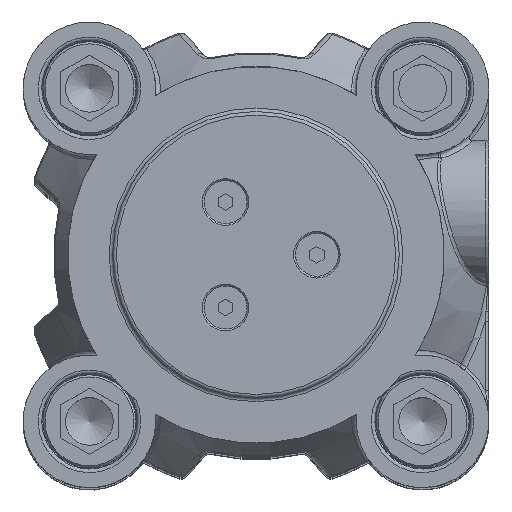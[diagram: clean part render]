
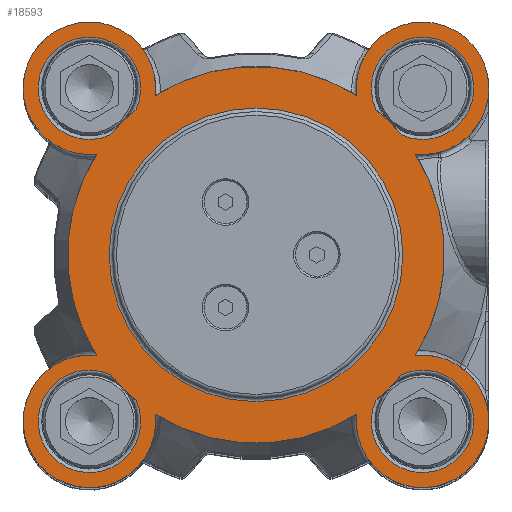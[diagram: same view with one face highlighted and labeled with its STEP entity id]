
A CAD part, top view. The second image highlights one B-rep face of the part: STEP entity #18593.
In plain terms, the highlighted face is planar.
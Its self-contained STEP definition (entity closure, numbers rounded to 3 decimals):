
#1701=FACE_BOUND('',#4533,.T.);
#1702=FACE_BOUND('',#4534,.T.);
#1703=FACE_BOUND('',#4535,.T.);
#1704=FACE_BOUND('',#4536,.T.);
#1705=FACE_BOUND('',#4537,.T.);
#2097=PLANE('',#20678);
#3379=FACE_OUTER_BOUND('',#4532,.T.);
#4532=EDGE_LOOP('',(#17314,#17315,#17316,#17317,#17318,#17319,#17320,#17321));
#4533=EDGE_LOOP('',(#17322,#17323));
#4534=EDGE_LOOP('',(#17324,#17325));
#4535=EDGE_LOOP('',(#17326,#17327));
#4536=EDGE_LOOP('',(#17328,#17329));
#4537=EDGE_LOOP('',(#17330,#17331));
#7884=CIRCLE('',#20478,7.15);
#7885=CIRCLE('',#20480,7.15);
#7887=CIRCLE('',#20483,20.5);
#7888=CIRCLE('',#20484,20.5);
#7907=CIRCLE('',#20513,9.25);
#7910=CIRCLE('',#20518,9.25);
#7984=CIRCLE('',#20679,26.3);
#7985=CIRCLE('',#20680,26.3);
#7986=CIRCLE('',#20681,26.3);
#7987=CIRCLE('',#20682,9.25);
#7988=CIRCLE('',#20683,26.3);
#7989=CIRCLE('',#20684,9.25);
#7990=CIRCLE('',#20685,26.3);
#7991=CIRCLE('',#20686,26.3);
#7992=CIRCLE('',#20687,7.15);
#7993=CIRCLE('',#20688,26.3);
#7994=CIRCLE('',#20689,7.15);
#7995=CIRCLE('',#20690,26.3);
#9508=VERTEX_POINT('',#34230);
#9509=VERTEX_POINT('',#34245);
#9510=VERTEX_POINT('',#34262);
#9511=VERTEX_POINT('',#34277);
#9512=VERTEX_POINT('',#34294);
#9513=VERTEX_POINT('',#34296);
#9544=VERTEX_POINT('',#34772);
#9547=VERTEX_POINT('',#34787);
#9554=VERTEX_POINT('',#34916);
#9558=VERTEX_POINT('',#34931);
#9671=VERTEX_POINT('',#36217);
#9672=VERTEX_POINT('',#36220);
#9673=VERTEX_POINT('',#36222);
#9674=VERTEX_POINT('',#36224);
#9675=VERTEX_POINT('',#36229);
#9676=VERTEX_POINT('',#36230);
#9677=VERTEX_POINT('',#36233);
#9678=VERTEX_POINT('',#36234);
#11958=EDGE_CURVE('',#9509,#9508,#7884,.T.);
#11961=EDGE_CURVE('',#9511,#9510,#7885,.T.);
#11963=EDGE_CURVE('',#9512,#9513,#7887,.T.);
#11964=EDGE_CURVE('',#9513,#9512,#7888,.T.);
#12016=EDGE_CURVE('',#9547,#9544,#7907,.T.);
#12031=EDGE_CURVE('',#9558,#9554,#7910,.T.);
#12240=EDGE_CURVE('',#9671,#9554,#7984,.T.);
#12241=EDGE_CURVE('',#9558,#9544,#7985,.T.);
#12242=EDGE_CURVE('',#9547,#9672,#7986,.T.);
#12243=EDGE_CURVE('',#9673,#9672,#7987,.T.);
#12244=EDGE_CURVE('',#9673,#9674,#7988,.T.);
#12245=EDGE_CURVE('',#9671,#9674,#7989,.T.);
#12246=EDGE_CURVE('',#9509,#9508,#7990,.T.);
#12247=EDGE_CURVE('',#9511,#9510,#7991,.T.);
#12248=EDGE_CURVE('',#9675,#9676,#7992,.T.);
#12249=EDGE_CURVE('',#9675,#9676,#7993,.T.);
#12250=EDGE_CURVE('',#9677,#9678,#7994,.T.);
#12251=EDGE_CURVE('',#9677,#9678,#7995,.T.);
#17314=ORIENTED_EDGE('',*,*,#12240,.T.);
#17315=ORIENTED_EDGE('',*,*,#12031,.F.);
#17316=ORIENTED_EDGE('',*,*,#12241,.T.);
#17317=ORIENTED_EDGE('',*,*,#12016,.F.);
#17318=ORIENTED_EDGE('',*,*,#12242,.T.);
#17319=ORIENTED_EDGE('',*,*,#12243,.F.);
#17320=ORIENTED_EDGE('',*,*,#12244,.T.);
#17321=ORIENTED_EDGE('',*,*,#12245,.F.);
#17322=ORIENTED_EDGE('',*,*,#11958,.F.);
#17323=ORIENTED_EDGE('',*,*,#12246,.T.);
#17324=ORIENTED_EDGE('',*,*,#11961,.F.);
#17325=ORIENTED_EDGE('',*,*,#12247,.T.);
#17326=ORIENTED_EDGE('',*,*,#11964,.F.);
#17327=ORIENTED_EDGE('',*,*,#11963,.F.);
#17328=ORIENTED_EDGE('',*,*,#12248,.F.);
#17329=ORIENTED_EDGE('',*,*,#12249,.T.);
#17330=ORIENTED_EDGE('',*,*,#12250,.F.);
#17331=ORIENTED_EDGE('',*,*,#12251,.T.);
#18593=ADVANCED_FACE('',(#3379,#1701,#1702,#1703,#1704,#1705),#2097,.T.);
#20478=AXIS2_PLACEMENT_3D('',#34260,#25095,#25096);
#20480=AXIS2_PLACEMENT_3D('',#34292,#25099,#25100);
#20483=AXIS2_PLACEMENT_3D('',#34297,#25105,#25106);
#20484=AXIS2_PLACEMENT_3D('',#34298,#25107,#25108);
#20513=AXIS2_PLACEMENT_3D('',#34789,#25173,#25174);
#20518=AXIS2_PLACEMENT_3D('',#34933,#25188,#25189);
#20678=AXIS2_PLACEMENT_3D('',#36216,#25601,#25602);
#20679=AXIS2_PLACEMENT_3D('',#36218,#25603,#25604);
#20680=AXIS2_PLACEMENT_3D('',#36219,#25605,#25606);
#20681=AXIS2_PLACEMENT_3D('',#36221,#25607,#25608);
#20682=AXIS2_PLACEMENT_3D('',#36223,#25609,#25610);
#20683=AXIS2_PLACEMENT_3D('',#36225,#25611,#25612);
#20684=AXIS2_PLACEMENT_3D('',#36226,#25613,#25614);
#20685=AXIS2_PLACEMENT_3D('',#36227,#25615,#25616);
#20686=AXIS2_PLACEMENT_3D('',#36228,#25617,#25618);
#20687=AXIS2_PLACEMENT_3D('',#36231,#25619,#25620);
#20688=AXIS2_PLACEMENT_3D('',#36232,#25621,#25622);
#20689=AXIS2_PLACEMENT_3D('',#36235,#25623,#25624);
#20690=AXIS2_PLACEMENT_3D('',#36236,#25625,#25626);
#25095=DIRECTION('center_axis',(0.,0.,
-1.));
#25096=DIRECTION('ref_axis',(-1.,0.,0.));
#25099=DIRECTION('center_axis',(0.,0.,
-1.));
#25100=DIRECTION('ref_axis',(-1.,0.,0.));
#25105=DIRECTION('center_axis',(0.,0.,
-1.));
#25106=DIRECTION('ref_axis',(-1.,0.,0.));
#25107=DIRECTION('center_axis',(0.,0.,
-1.));
#25108=DIRECTION('ref_axis',(-1.,0.,0.));
#25173=DIRECTION('center_axis',(0.,0.,
1.));
#25174=DIRECTION('ref_axis',(1.,0.,0.));
#25188=DIRECTION('center_axis',(0.,0.,
1.));
#25189=DIRECTION('ref_axis',(1.,0.,0.));
#25601=DIRECTION('center_axis',(0.,0.,
-1.));
#25602=DIRECTION('ref_axis',(1.,0.,0.));
#25603=DIRECTION('center_axis',(0.,0.,
-1.));
#25604=DIRECTION('ref_axis',(1.,0.,0.));
#25605=DIRECTION('center_axis',(0.,0.,
-1.));
#25606=DIRECTION('ref_axis',(1.,0.,0.));
#25607=DIRECTION('center_axis',(0.,0.,
-1.));
#25608=DIRECTION('ref_axis',(1.,0.,0.));
#25609=DIRECTION('center_axis',(0.,0.,
1.));
#25610=DIRECTION('ref_axis',(1.,0.,0.));
#25611=DIRECTION('center_axis',(0.,0.,
-1.));
#25612=DIRECTION('ref_axis',(1.,0.,0.));
#25613=DIRECTION('center_axis',(0.,0.,
1.));
#25614=DIRECTION('ref_axis',(1.,0.,0.));
#25615=DIRECTION('center_axis',(0.,0.,
-1.));
#25616=DIRECTION('ref_axis',(1.,0.,0.));
#25617=DIRECTION('center_axis',(0.,0.,
-1.));
#25618=DIRECTION('ref_axis',(1.,0.,0.));
#25619=DIRECTION('center_axis',(0.,0.,
-1.));
#25620=DIRECTION('ref_axis',(-1.,0.,0.));
#25621=DIRECTION('center_axis',(0.,0.,
-1.));
#25622=DIRECTION('ref_axis',(1.,0.,0.));
#25623=DIRECTION('center_axis',(0.,0.,
-1.));
#25624=DIRECTION('ref_axis',(-1.,0.,0.));
#25625=DIRECTION('center_axis',(0.,0.,
-1.));
#25626=DIRECTION('ref_axis',(1.,0.,0.));
#34230=CARTESIAN_POINT('',(-20.279,-16.746,-117.));
#34245=CARTESIAN_POINT('',(-16.746,-20.279,-117.));
#34260=CARTESIAN_POINT('Origin',(-23.25,-23.25,-117.));
#34262=CARTESIAN_POINT('',(16.746,-20.279,-117.));
#34277=CARTESIAN_POINT('',(20.279,-16.746,-117.));
#34292=CARTESIAN_POINT('Origin',(23.25,-23.25,-117.));
#34294=CARTESIAN_POINT('',(-20.5,0.,-117.));
#34296=CARTESIAN_POINT('',(20.5,0.,-117.));
#34297=CARTESIAN_POINT('Origin',(0.,0.,
-117.));
#34298=CARTESIAN_POINT('Origin',(0.,0.,
-117.));
#34772=CARTESIAN_POINT('',(14.057,22.228,-117.));
#34787=CARTESIAN_POINT('',(22.228,14.057,-117.));
#34789=CARTESIAN_POINT('Origin',(23.25,23.25,-117.));
#34916=CARTESIAN_POINT('',(-22.228,14.057,-117.));
#34931=CARTESIAN_POINT('',(-14.057,22.228,-117.));
#34933=CARTESIAN_POINT('Origin',(-23.25,23.25,-117.));
#36216=CARTESIAN_POINT('Origin',(22.25,0.,
-117.));
#36217=CARTESIAN_POINT('',(-22.228,-14.057,-117.));
#36218=CARTESIAN_POINT('Origin',(0.,0.,
-117.));
#36219=CARTESIAN_POINT('Origin',(0.,0.,
-117.));
#36220=CARTESIAN_POINT('',(22.228,-14.057,-117.));
#36221=CARTESIAN_POINT('Origin',(0.,0.,
-117.));
#36222=CARTESIAN_POINT('',(14.057,-22.228,-117.));
#36223=CARTESIAN_POINT('Origin',(23.25,-23.25,-117.));
#36224=CARTESIAN_POINT('',(-14.057,-22.228,-117.));
#36225=CARTESIAN_POINT('Origin',(0.,0.,
-117.));
#36226=CARTESIAN_POINT('Origin',(-23.25,-23.25,-117.));
#36227=CARTESIAN_POINT('Origin',(0.,0.,
-117.));
#36228=CARTESIAN_POINT('Origin',(0.,0.,
-117.));
#36229=CARTESIAN_POINT('',(16.746,20.279,-117.));
#36230=CARTESIAN_POINT('',(20.279,16.746,-117.));
#36231=CARTESIAN_POINT('Origin',(23.25,23.25,-117.));
#36232=CARTESIAN_POINT('Origin',(0.,0.,
-117.));
#36233=CARTESIAN_POINT('',(-20.279,16.746,-117.));
#36234=CARTESIAN_POINT('',(-16.746,20.279,-117.));
#36235=CARTESIAN_POINT('Origin',(-23.25,23.25,-117.));
#36236=CARTESIAN_POINT('Origin',(0.,0.,
-117.));
